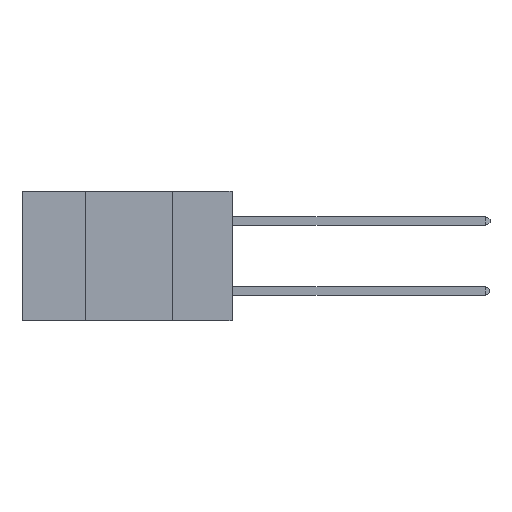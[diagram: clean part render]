
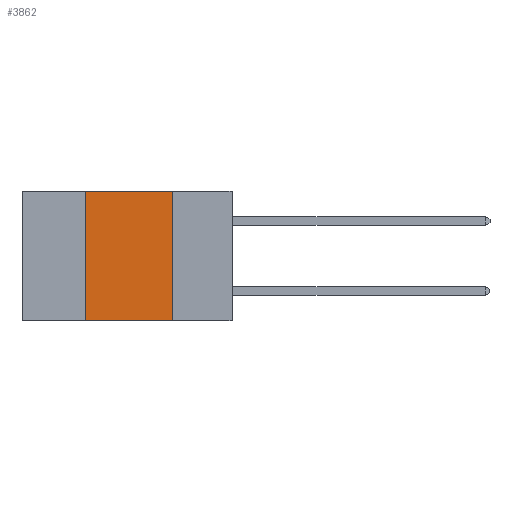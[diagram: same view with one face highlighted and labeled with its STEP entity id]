
A CAD part, left-side view. The second image highlights one B-rep face of the part: STEP entity #3862.
In plain terms, the highlighted planar face has unit normal (-1, 0, 0).
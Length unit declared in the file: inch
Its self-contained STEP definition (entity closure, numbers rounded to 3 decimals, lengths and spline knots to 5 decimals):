
#260 = LINE ( 'NONE', #4542, #3774 ) ;
#845 = EDGE_CURVE ( 'NONE', #7162, #17915, #260, .T. ) ;
#1285 = ORIENTED_EDGE ( 'NONE', *, *, #11186, .T. ) ;
#2072 = VERTEX_POINT ( 'NONE', #15794 ) ;
#2909 = LINE ( 'NONE', #14970, #17842 ) ;
#3430 = DIRECTION ( 'NONE',  ( 0., 0., -1. ) ) ;
#3532 = DIRECTION ( 'NONE',  ( 1., 0., 0. ) ) ;
#3774 = VECTOR ( 'NONE', #17281, 39.37008 ) ;
#3829 = ORIENTED_EDGE ( 'NONE', *, *, #9254, .F. ) ;
#3862 = ADVANCED_FACE ( 'NONE', ( #17132 ), #4422, .F. ) ;
#4002 = CARTESIAN_POINT ( 'NONE',  ( 0., 0.6, 0. ) ) ;
#4422 = PLANE ( 'NONE',  #8928 ) ;
#4542 = CARTESIAN_POINT ( 'NONE',  ( 0., 0.6, 0. ) ) ;
#4762 = VERTEX_POINT ( 'NONE', #13204 ) ;
#7162 = VERTEX_POINT ( 'NONE', #11355 ) ;
#7677 = ORIENTED_EDGE ( 'NONE', *, *, #845, .F. ) ;
#8237 = DIRECTION ( 'NONE',  ( 0., 0., -1. ) ) ;
#8750 = DIRECTION ( 'NONE',  ( 0., 0., 1. ) ) ;
#8928 = AXIS2_PLACEMENT_3D ( 'NONE', #4002, #3532, #3430 ) ;
#9100 = LINE ( 'NONE', #14155, #13938 ) ;
#9254 = EDGE_CURVE ( 'NONE', #17915, #4762, #9100, .T. ) ;
#11186 = EDGE_CURVE ( 'NONE', #2072, #4762, #2909, .T. ) ;
#11355 = CARTESIAN_POINT ( 'NONE',  ( 0., 0.42, 0. ) ) ;
#13133 = CARTESIAN_POINT ( 'NONE',  ( 0., 0.17, 0. ) ) ;
#13204 = CARTESIAN_POINT ( 'NONE',  ( 0., 0.17, -0.37 ) ) ;
#13938 = VECTOR ( 'NONE', #8237, 39.37008 ) ;
#14155 = CARTESIAN_POINT ( 'NONE',  ( 0., 0.17, 0. ) ) ;
#14970 = CARTESIAN_POINT ( 'NONE',  ( 0., 0.6, -0.37 ) ) ;
#15792 = EDGE_LOOP ( 'NONE', ( #3829, #7677, #15941, #1285 ) ) ;
#15794 = CARTESIAN_POINT ( 'NONE',  ( 0., 0.42, -0.37 ) ) ;
#15941 = ORIENTED_EDGE ( 'NONE', *, *, #16746, .F. ) ;
#16060 = CARTESIAN_POINT ( 'NONE',  ( 0., 0.42, 0. ) ) ;
#16407 = DIRECTION ( 'NONE',  ( 0., -1., 0. ) ) ;
#16746 = EDGE_CURVE ( 'NONE', #2072, #7162, #17093, .T. ) ;
#17093 = LINE ( 'NONE', #16060, #17715 ) ;
#17132 = FACE_OUTER_BOUND ( 'NONE', #15792, .T. ) ;
#17281 = DIRECTION ( 'NONE',  ( 0., -1., 0. ) ) ;
#17715 = VECTOR ( 'NONE', #8750, 39.37008 ) ;
#17842 = VECTOR ( 'NONE', #16407, 39.37008 ) ;
#17915 = VERTEX_POINT ( 'NONE', #13133 ) ;
